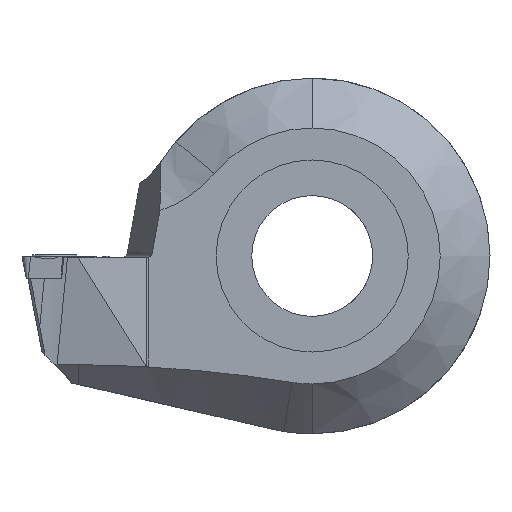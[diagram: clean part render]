
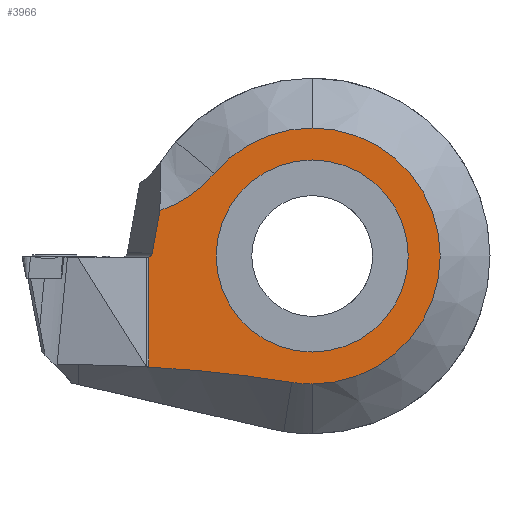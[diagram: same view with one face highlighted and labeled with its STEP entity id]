
A CAD part, left-side view. The second image highlights one B-rep face of the part: STEP entity #3966.
In plain terms, the highlighted planar face has unit normal (-1, 0, 0).
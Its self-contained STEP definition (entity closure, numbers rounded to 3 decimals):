
#2 = DIRECTION ( 'NONE',  ( 1., 0., 0. ) ) ;
#14 = CARTESIAN_POINT ( 'NONE',  ( -6.5, 11.503, -0.078 ) ) ;
#30 = ORIENTED_EDGE ( 'NONE', *, *, #2910, .T. ) ;
#97 = ORIENTED_EDGE ( 'NONE', *, *, #3800, .T. ) ;
#134 = DIRECTION ( 'NONE',  ( 1., 0., 0. ) ) ;
#237 = VERTEX_POINT ( 'NONE', #3325 ) ;
#289 = CARTESIAN_POINT ( 'NONE',  ( -6.5, 11.503, -7.808 ) ) ;
#317 = FACE_OUTER_BOUND ( 'NONE', #1452, .T. ) ;
#328 = CIRCLE ( 'NONE', #2733, 9. ) ;
#354 = CIRCLE ( 'NONE', #998, 8.5 ) ;
#359 =( BOUNDED_CURVE ( )  B_SPLINE_CURVE ( 3, ( #14, #2485, #3726, #2181 ),
 .UNSPECIFIED., .F., .F. ) 
 B_SPLINE_CURVE_WITH_KNOTS ( ( 4, 4 ),
 ( 1.903, 2.967 ),
 .UNSPECIFIED. ) 
 CURVE ( )  GEOMETRIC_REPRESENTATION_ITEM ( )  RATIONAL_B_SPLINE_CURVE ( ( 1., 0.908, 0.908, 1. ) ) 
 REPRESENTATION_ITEM ( '' )  );
#418 = ORIENTED_EDGE ( 'NONE', *, *, #3457, .F. ) ;
#479 = CARTESIAN_POINT ( 'NONE',  ( -6.5, 0., -6.75 ) ) ;
#602 = ORIENTED_EDGE ( 'NONE', *, *, #2370, .T. ) ;
#703 = CARTESIAN_POINT ( 'NONE',  ( -6.5, 0., -9. ) ) ;
#787 = AXIS2_PLACEMENT_3D ( 'NONE', #2478, #1173, #1795 ) ;
#818 = CARTESIAN_POINT ( 'NONE',  ( -6.5, 0., 9. ) ) ;
#907 = VERTEX_POINT ( 'NONE', #1493 ) ;
#929 = CIRCLE ( 'NONE', #3159, 6.75 ) ;
#950 = ORIENTED_EDGE ( 'NONE', *, *, #2513, .T. ) ;
#979 = DIRECTION ( 'NONE',  ( 0., 1., 0. ) ) ;
#995 = EDGE_CURVE ( 'NONE', #1596, #2751, #2559, .T. ) ;
#998 = AXIS2_PLACEMENT_3D ( 'NONE', #3271, #134, #1063 ) ;
#1001 = CARTESIAN_POINT ( 'NONE',  ( -6.5, 9.057, 12.398 ) ) ;
#1005 = ORIENTED_EDGE ( 'NONE', *, *, #1156, .T. ) ;
#1041 = CARTESIAN_POINT ( 'NONE',  ( -6.5, 16.4, -101.179 ) ) ;
#1063 = DIRECTION ( 'NONE',  ( 0., 1., 0. ) ) ;
#1156 = EDGE_CURVE ( 'NONE', #907, #2751, #354, .T. ) ;
#1173 = DIRECTION ( 'NONE',  ( -1., 0., 0. ) ) ;
#1185 = AXIS2_PLACEMENT_3D ( 'NONE', #1613, #1257, #979 ) ;
#1188 = CARTESIAN_POINT ( 'NONE',  ( -6.5, 0., 0. ) ) ;
#1257 = DIRECTION ( 'NONE',  ( 1., 0., 0. ) ) ;
#1282 = VERTEX_POINT ( 'NONE', #818 ) ;
#1349 = VECTOR ( 'NONE', #2260, 1000. ) ;
#1383 = AXIS2_PLACEMENT_3D ( 'NONE', #2159, #3386, #2764 ) ;
#1452 = EDGE_LOOP ( 'NONE', ( #2645, #602, #97, #2538, #950, #1005, #1524, #418 ) ) ;
#1493 = CARTESIAN_POINT ( 'NONE',  ( -6.5, 6.894, 5.785 ) ) ;
#1506 = VERTEX_POINT ( 'NONE', #3625 ) ;
#1524 = ORIENTED_EDGE ( 'NONE', *, *, #995, .F. ) ;
#1527 = CARTESIAN_POINT ( 'NONE',  ( -6.5, 0., 0. ) ) ;
#1596 = VERTEX_POINT ( 'NONE', #1743 ) ;
#1601 = CIRCLE ( 'NONE', #2692, 6.75 ) ;
#1613 = CARTESIAN_POINT ( 'NONE',  ( -6.5, 11.503, -12.5 ) ) ;
#1719 = EDGE_CURVE ( 'NONE', #2160, #237, #2147, .T. ) ;
#1743 = CARTESIAN_POINT ( 'NONE',  ( -6.5, 11.235, 0.231 ) ) ;
#1795 = DIRECTION ( 'NONE',  ( 0., 1., 0. ) ) ;
#1885 = PLANE ( 'NONE',  #1185 ) ;
#1954 = CIRCLE ( 'NONE', #2729, 93.5 ) ;
#1972 = FACE_BOUND ( 'NONE', #3052, .T. ) ;
#1978 = VERTEX_POINT ( 'NONE', #479 ) ;
#2072 = DIRECTION ( 'NONE',  ( 1., 0., 0. ) ) ;
#2078 = DIRECTION ( 'NONE',  ( -1., 0., 0. ) ) ;
#2147 = LINE ( 'NONE', #3375, #3868 ) ;
#2159 = CARTESIAN_POINT ( 'NONE',  ( -6.5, 0., 0. ) ) ;
#2160 = VERTEX_POINT ( 'NONE', #289 ) ;
#2168 = CIRCLE ( 'NONE', #787, 9. ) ;
#2181 = CARTESIAN_POINT ( 'NONE',  ( -6.5, 11.235, 0.231 ) ) ;
#2240 = VERTEX_POINT ( 'NONE', #703 ) ;
#2260 = DIRECTION ( 'NONE',  ( 0., -0.176, 0.984 ) ) ;
#2280 = ORIENTED_EDGE ( 'NONE', *, *, #3106, .T. ) ;
#2370 = EDGE_CURVE ( 'NONE', #2160, #2622, #1954, .T. ) ;
#2398 = DIRECTION ( 'NONE',  ( 0., 1., 0. ) ) ;
#2478 = CARTESIAN_POINT ( 'NONE',  ( -6.5, 0., 0. ) ) ;
#2485 = CARTESIAN_POINT ( 'NONE',  ( -6.5, 11.36, -0.03 ) ) ;
#2513 = EDGE_CURVE ( 'NONE', #1282, #907, #328, .T. ) ;
#2517 = CARTESIAN_POINT ( 'NONE',  ( -6.5, 10.705, 3.189 ) ) ;
#2530 = CARTESIAN_POINT ( 'NONE',  ( -6.5, 0., 0. ) ) ;
#2538 = ORIENTED_EDGE ( 'NONE', *, *, #3767, .T. ) ;
#2559 = LINE ( 'NONE', #1001, #1349 ) ;
#2622 = VERTEX_POINT ( 'NONE', #3638 ) ;
#2645 = ORIENTED_EDGE ( 'NONE', *, *, #1719, .F. ) ;
#2682 = DIRECTION ( 'NONE',  ( 1., 0., 0. ) ) ;
#2692 = AXIS2_PLACEMENT_3D ( 'NONE', #2530, #2, #3125 ) ;
#2729 = AXIS2_PLACEMENT_3D ( 'NONE', #1041, #2682, #3235 ) ;
#2733 = AXIS2_PLACEMENT_3D ( 'NONE', #1527, #2078, #2398 ) ;
#2751 = VERTEX_POINT ( 'NONE', #2517 ) ;
#2764 = DIRECTION ( 'NONE',  ( 0., 1., 0. ) ) ;
#2910 = EDGE_CURVE ( 'NONE', #1978, #1506, #929, .T. ) ;
#3052 = EDGE_LOOP ( 'NONE', ( #30, #2280 ) ) ;
#3097 = DIRECTION ( 'NONE',  ( 0., 0., 1. ) ) ;
#3106 = EDGE_CURVE ( 'NONE', #1506, #1978, #1601, .T. ) ;
#3125 = DIRECTION ( 'NONE',  ( 0., 1., 0. ) ) ;
#3159 = AXIS2_PLACEMENT_3D ( 'NONE', #1188, #2072, #3912 ) ;
#3235 = DIRECTION ( 'NONE',  ( 0., 1., 0. ) ) ;
#3271 = CARTESIAN_POINT ( 'NONE',  ( -6.5, 13.406, 11.249 ) ) ;
#3325 = CARTESIAN_POINT ( 'NONE',  ( -6.5, 11.503, -0.078 ) ) ;
#3375 = CARTESIAN_POINT ( 'NONE',  ( -6.5, 11.503, -12.5 ) ) ;
#3386 = DIRECTION ( 'NONE',  ( -1., 0., 0. ) ) ;
#3388 = CIRCLE ( 'NONE', #1383, 9. ) ;
#3457 = EDGE_CURVE ( 'NONE', #237, #1596, #359, .T. ) ;
#3625 = CARTESIAN_POINT ( 'NONE',  ( -6.5, 0., 6.75 ) ) ;
#3638 = CARTESIAN_POINT ( 'NONE',  ( -6.5, 1.44, -8.884 ) ) ;
#3726 = CARTESIAN_POINT ( 'NONE',  ( -6.5, 11.261, 0.084 ) ) ;
#3767 = EDGE_CURVE ( 'NONE', #2240, #1282, #2168, .T. ) ;
#3800 = EDGE_CURVE ( 'NONE', #2622, #2240, #3388, .T. ) ;
#3868 = VECTOR ( 'NONE', #3097, 1000. ) ;
#3912 = DIRECTION ( 'NONE',  ( 0., 1., 0. ) ) ;
#3966 = ADVANCED_FACE ( 'NONE', ( #1972, #317 ), #1885, .F. ) ;
